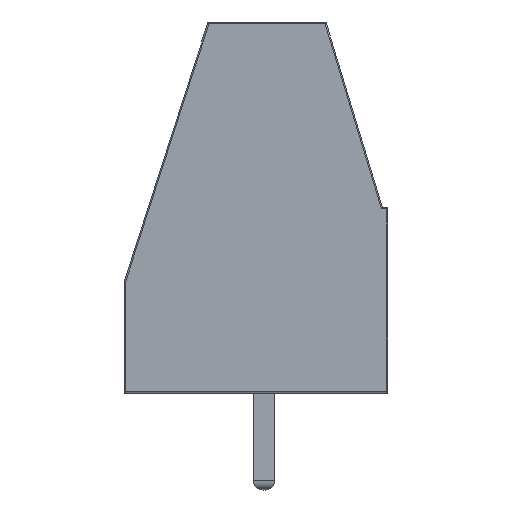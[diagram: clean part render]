
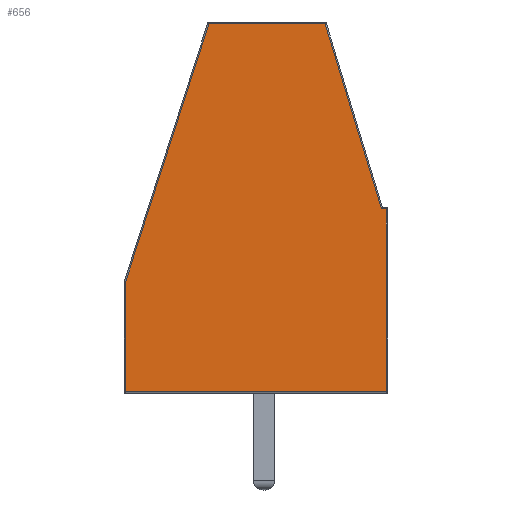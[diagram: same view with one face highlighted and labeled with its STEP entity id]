
A CAD part, left-side view. The second image highlights one B-rep face of the part: STEP entity #656.
In plain terms, the highlighted planar face has unit normal (-1, 0, 0).
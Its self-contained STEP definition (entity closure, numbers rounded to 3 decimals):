
#167 = VERTEX_POINT('',#168);
#168 = CARTESIAN_POINT('',(-2.54,-2.263,13.85));
#183 = EDGE_CURVE('',#184,#167,#186,.T.);
#184 = VERTEX_POINT('',#185);
#185 = CARTESIAN_POINT('',(-2.54,-4.363,6.95));
#186 = LINE('',#187,#188);
#187 = CARTESIAN_POINT('',(-2.54,-4.352,6.985));
#188 = VECTOR('',#189,1.);
#189 = DIRECTION('',(0.,0.291,0.957));
#636 = VERTEX_POINT('',#637);
#637 = CARTESIAN_POINT('',(-2.54,-4.55,6.95));
#646 = EDGE_CURVE('',#636,#184,#647,.T.);
#647 = LINE('',#648,#649);
#648 = CARTESIAN_POINT('',(-2.54,-4.6,6.95));
#649 = VECTOR('',#650,1.);
#650 = DIRECTION('',(0.,1.,0.));
#656 = ADVANCED_FACE('',(#657),#699,.T.);
#657 = FACE_BOUND('',#658,.T.);
#658 = EDGE_LOOP('',(#659,#667,#668,#669,#677,#685,#693));
#659 = ORIENTED_EDGE('',*,*,#660,.T.);
#660 = EDGE_CURVE('',#661,#636,#663,.T.);
#661 = VERTEX_POINT('',#662);
#662 = CARTESIAN_POINT('',(-2.54,-4.55,0.15));
#663 = LINE('',#664,#665);
#664 = CARTESIAN_POINT('',(-2.54,-4.55,0.1));
#665 = VECTOR('',#666,1.);
#666 = DIRECTION('',(0.,0.,1.));
#667 = ORIENTED_EDGE('',*,*,#646,.T.);
#668 = ORIENTED_EDGE('',*,*,#183,.T.);
#669 = ORIENTED_EDGE('',*,*,#670,.T.);
#670 = EDGE_CURVE('',#167,#671,#673,.T.);
#671 = VERTEX_POINT('',#672);
#672 = CARTESIAN_POINT('',(-2.54,2.044,13.85));
#673 = LINE('',#674,#675);
#674 = CARTESIAN_POINT('',(-2.54,-2.3,13.85));
#675 = VECTOR('',#676,1.);
#676 = DIRECTION('',(0.,1.,0.));
#677 = ORIENTED_EDGE('',*,*,#678,.T.);
#678 = EDGE_CURVE('',#671,#679,#681,.T.);
#679 = VERTEX_POINT('',#680);
#680 = CARTESIAN_POINT('',(-2.54,5.15,4.232));
#681 = LINE('',#682,#683);
#682 = CARTESIAN_POINT('',(-2.54,2.032,13.885));
#683 = VECTOR('',#684,1.);
#684 = DIRECTION('',(0.,0.307,-0.952));
#685 = ORIENTED_EDGE('',*,*,#686,.T.);
#686 = EDGE_CURVE('',#679,#687,#689,.T.);
#687 = VERTEX_POINT('',#688);
#688 = CARTESIAN_POINT('',(-2.54,5.15,0.15));
#689 = LINE('',#690,#691);
#690 = CARTESIAN_POINT('',(-2.54,5.15,4.24));
#691 = VECTOR('',#692,1.);
#692 = DIRECTION('',(0.,0.,-1.));
#693 = ORIENTED_EDGE('',*,*,#694,.T.);
#694 = EDGE_CURVE('',#687,#661,#695,.T.);
#695 = LINE('',#696,#697);
#696 = CARTESIAN_POINT('',(-2.54,5.2,0.15));
#697 = VECTOR('',#698,1.);
#698 = DIRECTION('',(0.,-1.,0.));
#699 = PLANE('',#700);
#700 = AXIS2_PLACEMENT_3D('',#701,#702,#703);
#701 = CARTESIAN_POINT('',(-2.54,0.097,6.175));
#702 = DIRECTION('',(-1.,0.,0.));
#703 = DIRECTION('',(0.,0.,-1.));
